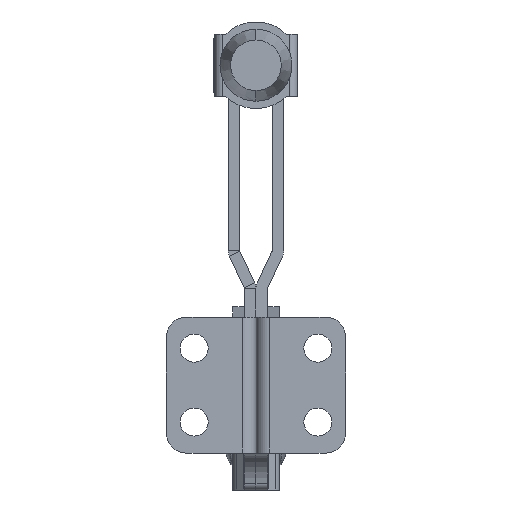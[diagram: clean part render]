
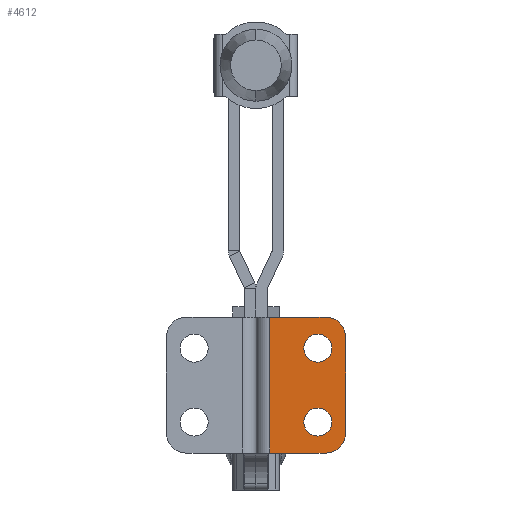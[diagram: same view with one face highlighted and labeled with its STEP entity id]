
A CAD part, front view. The second image highlights one B-rep face of the part: STEP entity #4612.
In plain terms, the highlighted planar face has unit normal (0, -1, 0).
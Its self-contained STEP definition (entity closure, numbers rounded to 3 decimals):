
#1417 = EDGE_CURVE ( 'NONE', #27703, #27682, #10157, .T. ) ;
#1421 = EDGE_CURVE ( 'NONE', #27687, #27741, #10151, .T. ) ;
#1529 = EDGE_CURVE ( 'NONE', #27726, #27666, #9777, .T. ) ;
#1531 = EDGE_CURVE ( 'NONE', #27682, #27703, #9773, .T. ) ;
#1532 = EDGE_CURVE ( 'NONE', #27741, #27687, #9771, .T. ) ;
#1533 = EDGE_CURVE ( 'NONE', #27726, #27671, #9770, .T. ) ;
#1534 = EDGE_CURVE ( 'NONE', #27671, #27676, #9775, .T. ) ;
#1535 = EDGE_CURVE ( 'NONE', #27676, #27709, #9767, .T. ) ;
#1536 = EDGE_CURVE ( 'NONE', #27709, #27710, #9766, .T. ) ;
#1537 = EDGE_CURVE ( 'NONE', #27710, #27666, #9763, .T. ) ;
#1563 = AXIS2_PLACEMENT_3D ( 'NONE', #29439, #29438, #29437 ) ;
#1565 = AXIS2_PLACEMENT_3D ( 'NONE', #29429, #29428, #29427 ) ;
#1603 = AXIS2_PLACEMENT_3D ( 'NONE', #27063, #27062, #27060 ) ;
#1604 = AXIS2_PLACEMENT_3D ( 'NONE', #27058, #27057, #27056 ) ;
#1605 = AXIS2_PLACEMENT_3D ( 'NONE', #27052, #27051, #27050 ) ;
#1606 = AXIS2_PLACEMENT_3D ( 'NONE', #27047, #27046, #27045 ) ;
#1701 = AXIS2_PLACEMENT_3D ( 'NONE', #20032, #20037, #20024 ) ;
#4612 = ADVANCED_FACE ( 'NONE', ( #9564, #9558, #9562 ), #20027, .F. ) ;
#9558 = FACE_BOUND ( 'NONE', #27798, .T. ) ;
#9562 = FACE_OUTER_BOUND ( 'NONE', #27810, .T. ) ;
#9564 = FACE_BOUND ( 'NONE', #27804, .T. ) ;
#9760 = VECTOR ( 'NONE', #27053, 1000. ) ;
#9763 = LINE ( 'NONE', #27054, #9760 ) ;
#9764 = VECTOR ( 'NONE', #27059, 1000. ) ;
#9766 = CIRCLE ( 'NONE', #1606, 5. ) ;
#9767 = LINE ( 'NONE', #27055, #9764 ) ;
#9768 = VECTOR ( 'NONE', #27064, 1000. ) ;
#9770 = LINE ( 'NONE', #27065, #9768 ) ;
#9771 = CIRCLE ( 'NONE', #1604, 3.6 ) ;
#9773 = CIRCLE ( 'NONE', #1603, 3.6 ) ;
#9774 = VECTOR ( 'NONE', #27079, 1000. ) ;
#9775 = CIRCLE ( 'NONE', #1605, 5. ) ;
#9777 = LINE ( 'NONE', #27074, #9774 ) ;
#10151 = CIRCLE ( 'NONE', #1565, 3.6 ) ;
#10157 = CIRCLE ( 'NONE', #1563, 3.6 ) ;
#19213 = CARTESIAN_POINT ( 'NONE',  ( 19.5, -3., 36.45 ) ) ;
#19255 = CARTESIAN_POINT ( 'NONE',  ( 3.5, -3., 9.5 ) ) ;
#19308 = CARTESIAN_POINT ( 'NONE',  ( 23., -3., 39.4 ) ) ;
#19330 = CARTESIAN_POINT ( 'NONE',  ( 18., -3., 44.4 ) ) ;
#19332 = CARTESIAN_POINT ( 'NONE',  ( 12.3, -3., 17.45 ) ) ;
#19375 = CARTESIAN_POINT ( 'NONE',  ( 12.3, -3., 36.45 ) ) ;
#19398 = CARTESIAN_POINT ( 'NONE',  ( 23., -3., 14.5 ) ) ;
#19400 = CARTESIAN_POINT ( 'NONE',  ( 19.5, -3., 17.45 ) ) ;
#19408 = CARTESIAN_POINT ( 'NONE',  ( 18., -3., 9.5 ) ) ;
#19431 = CARTESIAN_POINT ( 'NONE',  ( 3.5, -3., 44.4 ) ) ;
#20024 = DIRECTION ( 'NONE',  ( -1., 0., 0. ) ) ;
#20027 = PLANE ( 'NONE',  #1701 ) ;
#20032 = CARTESIAN_POINT ( 'NONE',  ( 18., -3., 39.4 ) ) ;
#20037 = DIRECTION ( 'NONE',  ( 0., 1., 0. ) ) ;
#21910 = ORIENTED_EDGE ( 'NONE', *, *, #1537, .T. ) ;
#21911 = ORIENTED_EDGE ( 'NONE', *, *, #1536, .T. ) ;
#21912 = ORIENTED_EDGE ( 'NONE', *, *, #1535, .T. ) ;
#21913 = ORIENTED_EDGE ( 'NONE', *, *, #1534, .T. ) ;
#21914 = ORIENTED_EDGE ( 'NONE', *, *, #1533, .T. ) ;
#21915 = ORIENTED_EDGE ( 'NONE', *, *, #1529, .F. ) ;
#21916 = ORIENTED_EDGE ( 'NONE', *, *, #1532, .F. ) ;
#21917 = ORIENTED_EDGE ( 'NONE', *, *, #1421, .F. ) ;
#21918 = ORIENTED_EDGE ( 'NONE', *, *, #1531, .F. ) ;
#21919 = ORIENTED_EDGE ( 'NONE', *, *, #1417, .F. ) ;
#27045 = DIRECTION ( 'NONE',  ( -1., 0., 0. ) ) ;
#27046 = DIRECTION ( 'NONE',  ( 0., -1., 0. ) ) ;
#27047 = CARTESIAN_POINT ( 'NONE',  ( 18., -3., 39.4 ) ) ;
#27050 = DIRECTION ( 'NONE',  ( -1., 0., 0. ) ) ;
#27051 = DIRECTION ( 'NONE',  ( 0., -1., 0. ) ) ;
#27052 = CARTESIAN_POINT ( 'NONE',  ( 18., -3., 14.5 ) ) ;
#27053 = DIRECTION ( 'NONE',  ( -1., 0., 0. ) ) ;
#27054 = CARTESIAN_POINT ( 'NONE',  ( 3., -3., 44.4 ) ) ;
#27055 = CARTESIAN_POINT ( 'NONE',  ( 23., -3., 39.4 ) ) ;
#27056 = DIRECTION ( 'NONE',  ( 1., 0., 0. ) ) ;
#27057 = DIRECTION ( 'NONE',  ( 0., -1., 0. ) ) ;
#27058 = CARTESIAN_POINT ( 'NONE',  ( 15.9, -3., 36.45 ) ) ;
#27059 = DIRECTION ( 'NONE',  ( 0., 0., 1. ) ) ;
#27060 = DIRECTION ( 'NONE',  ( 1., 0., 0. ) ) ;
#27062 = DIRECTION ( 'NONE',  ( 0., -1., 0. ) ) ;
#27063 = CARTESIAN_POINT ( 'NONE',  ( 15.9, -3., 17.45 ) ) ;
#27064 = DIRECTION ( 'NONE',  ( 1., 0., 0. ) ) ;
#27065 = CARTESIAN_POINT ( 'NONE',  ( 18., -3., 9.5 ) ) ;
#27074 = CARTESIAN_POINT ( 'NONE',  ( 3.5, -3., 39.4 ) ) ;
#27079 = DIRECTION ( 'NONE',  ( 0., 0., 1. ) ) ;
#27666 = VERTEX_POINT ( 'NONE', #19431 ) ;
#27671 = VERTEX_POINT ( 'NONE', #19408 ) ;
#27676 = VERTEX_POINT ( 'NONE', #19398 ) ;
#27682 = VERTEX_POINT ( 'NONE', #19400 ) ;
#27687 = VERTEX_POINT ( 'NONE', #19375 ) ;
#27703 = VERTEX_POINT ( 'NONE', #19332 ) ;
#27709 = VERTEX_POINT ( 'NONE', #19308 ) ;
#27710 = VERTEX_POINT ( 'NONE', #19330 ) ;
#27726 = VERTEX_POINT ( 'NONE', #19255 ) ;
#27741 = VERTEX_POINT ( 'NONE', #19213 ) ;
#27798 = EDGE_LOOP ( 'NONE', ( #21917, #21916 ) ) ;
#27804 = EDGE_LOOP ( 'NONE', ( #21919, #21918 ) ) ;
#27810 = EDGE_LOOP ( 'NONE', ( #21915, #21914, #21913, #21912, #21911, #21910 ) ) ;
#29427 = DIRECTION ( 'NONE',  ( 1., 0., 0. ) ) ;
#29428 = DIRECTION ( 'NONE',  ( 0., -1., 0. ) ) ;
#29429 = CARTESIAN_POINT ( 'NONE',  ( 15.9, -3., 36.45 ) ) ;
#29437 = DIRECTION ( 'NONE',  ( 1., 0., 0. ) ) ;
#29438 = DIRECTION ( 'NONE',  ( 0., -1., 0. ) ) ;
#29439 = CARTESIAN_POINT ( 'NONE',  ( 15.9, -3., 17.45 ) ) ;
